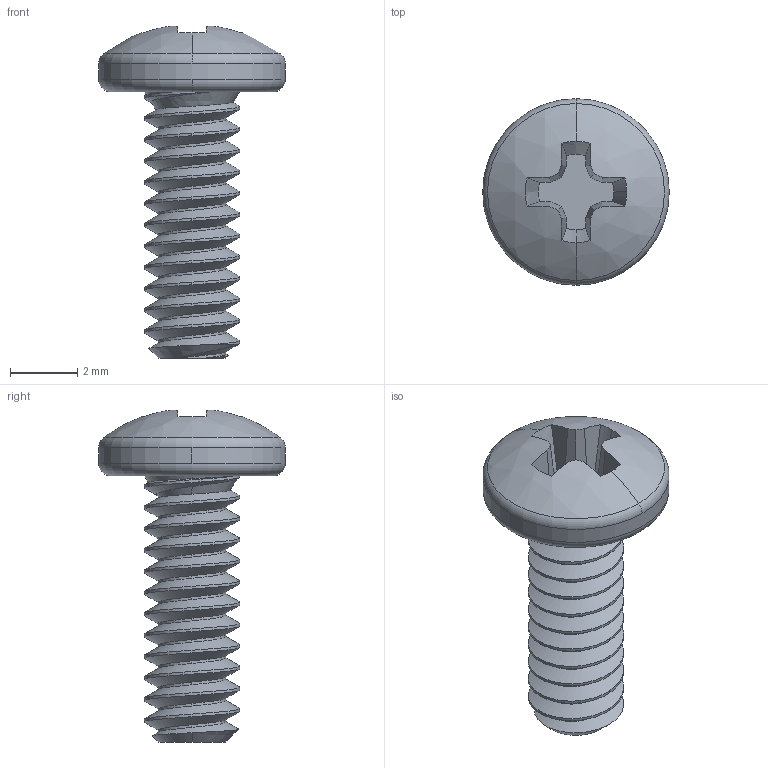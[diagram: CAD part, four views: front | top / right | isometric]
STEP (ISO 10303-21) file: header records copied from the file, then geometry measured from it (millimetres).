
FILE_DESCRIPTION (( 'STEP AP214' ), '1' );
FILE_NAME ('ECF440.STEP', '2013-04-16T19:05:59', ( 'x' ), ( '' ), 'SwSTEP 2.0', 'SolidWorks 2012', '' );
FILE_SCHEMA (( 'AUTOMOTIVE_DESIGN' ));
Length unit declared in the file: inch
Products named in the file (1): ECF440
Bounding box: 5.56 x 5.56 x 9.9 mm (x, y, z)
Volume: 68.8 mm3; surface area: 180.5 mm2
Topology: 1 solids, 1 shells, 104 faces, 296 edges, 195 vertices
Faces by surface type: cylinder 63, plane 19, cone 13, torus 4, bspline 3, sphere 2
Entity records: 5846 total; most frequent: CARTESIAN_POINT 3456, ORIENTED_EDGE 592, DIRECTION 417, EDGE_CURVE 296, VERTEX_POINT 195, AXIS2_PLACEMENT_3D 160, EDGE_LOOP 105, FACE_OUTER_BOUND 104
